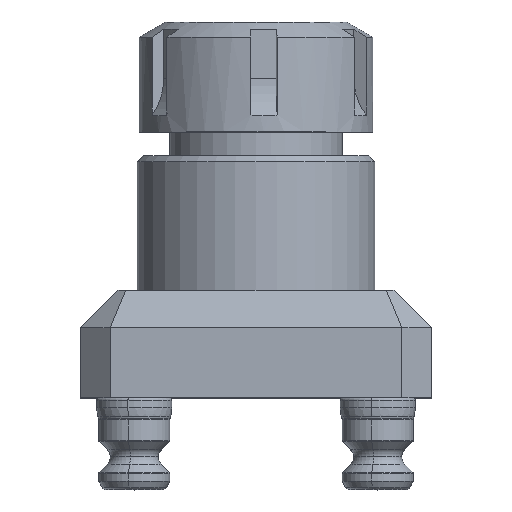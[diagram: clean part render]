
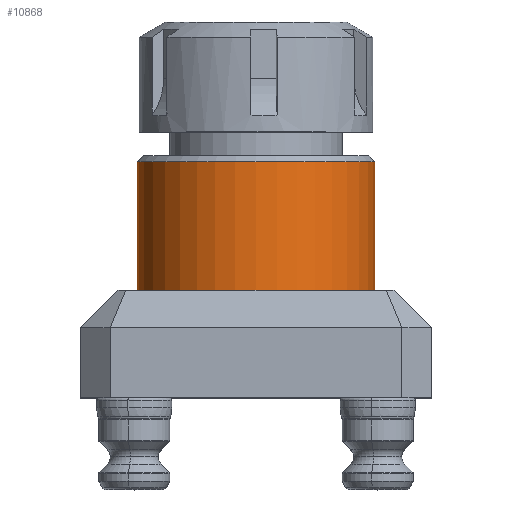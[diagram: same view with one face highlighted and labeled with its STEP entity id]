
A CAD part, top view. The second image highlights one B-rep face of the part: STEP entity #10868.
In plain terms, the highlighted cylindrical face has radius 25.4 mm (diameter 50.8 mm), a partial arc.
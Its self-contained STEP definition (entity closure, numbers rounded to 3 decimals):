
#72 = EDGE_CURVE ( 'NONE', #1988, #131, #5779, .T. ) ;
#131 = VERTEX_POINT ( 'NONE', #7536 ) ;
#176 = DIRECTION ( 'NONE',  ( 0., 0., -1. ) ) ;
#226 = ORIENTED_EDGE ( 'NONE', *, *, #72, .T. ) ;
#1094 = CARTESIAN_POINT ( 'NONE',  ( 0., -25.4, 0. ) ) ;
#1872 = EDGE_LOOP ( 'NONE', ( #7818, #3397, #226, #4403 ) ) ;
#1988 = VERTEX_POINT ( 'NONE', #3091 ) ;
#2131 = DIRECTION ( 'NONE',  ( 0., 0., -1. ) ) ;
#2230 = LINE ( 'NONE', #1094, #2375 ) ;
#2375 = VECTOR ( 'NONE', #2131, 1000. ) ;
#2733 = CARTESIAN_POINT ( 'NONE',  ( 0., -25.4, 50.8 ) ) ;
#3091 = CARTESIAN_POINT ( 'NONE',  ( 0., -25.4, 20.32 ) ) ;
#3281 = AXIS2_PLACEMENT_3D ( 'NONE', #4803, #10593, #9687 ) ;
#3397 = ORIENTED_EDGE ( 'NONE', *, *, #10836, .T. ) ;
#3584 = DIRECTION ( 'NONE',  ( 0., 0., 1. ) ) ;
#3663 = CARTESIAN_POINT ( 'NONE',  ( 0., 0., 20.32 ) ) ;
#4403 = ORIENTED_EDGE ( 'NONE', *, *, #9095, .F. ) ;
#4803 = CARTESIAN_POINT ( 'NONE',  ( 0., 0., 50.8 ) ) ;
#4815 = CARTESIAN_POINT ( 'NONE',  ( 0., 25.4, 0. ) ) ;
#4855 = VERTEX_POINT ( 'NONE', #6752 ) ;
#5779 = CIRCLE ( 'NONE', #11968, 25.4 ) ;
#5951 = CARTESIAN_POINT ( 'NONE',  ( 0., 0., 0. ) ) ;
#6105 = CIRCLE ( 'NONE', #3281, 25.4 ) ;
#6752 = CARTESIAN_POINT ( 'NONE',  ( 0., 25.4, 50.8 ) ) ;
#7225 = CYLINDRICAL_SURFACE ( 'NONE', #9385, 25.4 ) ;
#7536 = CARTESIAN_POINT ( 'NONE',  ( 0., 25.4, 20.32 ) ) ;
#7818 = ORIENTED_EDGE ( 'NONE', *, *, #7942, .T. ) ;
#7885 = DIRECTION ( 'NONE',  ( 0., 1., 0. ) ) ;
#7893 = LINE ( 'NONE', #4815, #10620 ) ;
#7942 = EDGE_CURVE ( 'NONE', #4855, #9689, #6105, .T. ) ;
#9095 = EDGE_CURVE ( 'NONE', #4855, #131, #7893, .T. ) ;
#9385 = AXIS2_PLACEMENT_3D ( 'NONE', #5951, #176, #7885 ) ;
#9687 = DIRECTION ( 'NONE',  ( 0., 1., 0. ) ) ;
#9689 = VERTEX_POINT ( 'NONE', #2733 ) ;
#10593 = DIRECTION ( 'NONE',  ( 0., 0., -1. ) ) ;
#10620 = VECTOR ( 'NONE', #11683, 1000. ) ;
#10836 = EDGE_CURVE ( 'NONE', #9689, #1988, #2230, .T. ) ;
#10868 = ADVANCED_FACE ( 'NONE', ( #12401 ), #7225, .T. ) ;
#11683 = DIRECTION ( 'NONE',  ( 0., 0., -1. ) ) ;
#11968 = AXIS2_PLACEMENT_3D ( 'NONE', #3663, #3584, #12421 ) ;
#12401 = FACE_OUTER_BOUND ( 'NONE', #1872, .T. ) ;
#12421 = DIRECTION ( 'NONE',  ( 0., 1., 0. ) ) ;
